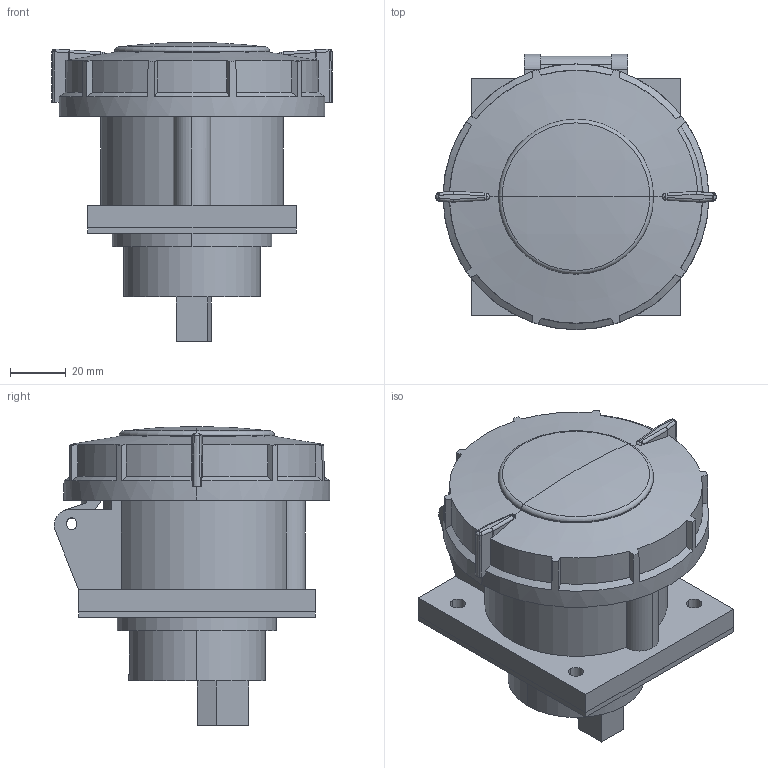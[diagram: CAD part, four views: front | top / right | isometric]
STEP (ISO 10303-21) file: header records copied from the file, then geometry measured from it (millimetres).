
FILE_DESCRIPTION (( 'STEP AP214' ), '1' );
FILE_NAME ('PSR61-032-3-0-67 Ðîçåòêà âñòð. ïð. ÑÑÈ-6232 32À-6÷ 220Â 2P+PE IP67 IEK.STEP', '2025-12-12T08:37:26', ( '' ), ( '' ), 'SwSTEP 2.0', 'SolidWorks 2022', '' );
FILE_SCHEMA (( 'AUTOMOTIVE_DESIGN' ));
Length unit declared in the file: millimetre
Products named in the file (1): PSR61-032-3-0-67 Розетка встр. пр. ССИ-6232 32А-6ч 220В 2P+PE IP67 IEK
Bounding box: 100.83 x 98.98 x 107.37 mm (x, y, z)
Volume: 298942.9 mm3; surface area: 89281 mm2
Topology: 2 solids, 9 shells, 489 faces, 1314 edges, 868 vertices
Faces by surface type: plane 271, cylinder 144, cone 44, sphere 15, bspline 12, torus 3
Entity records: 16650 total; most frequent: CARTESIAN_POINT 4379, ORIENTED_EDGE 2628, DIRECTION 2466, EDGE_CURVE 1314, AXIS2_PLACEMENT_3D 880, VERTEX_POINT 868, LINE 706, VECTOR 706
